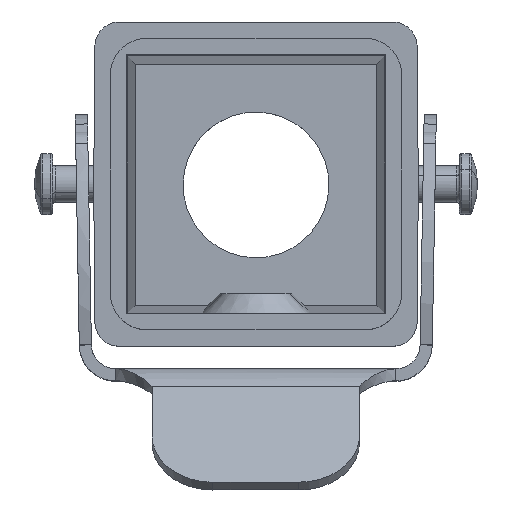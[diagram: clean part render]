
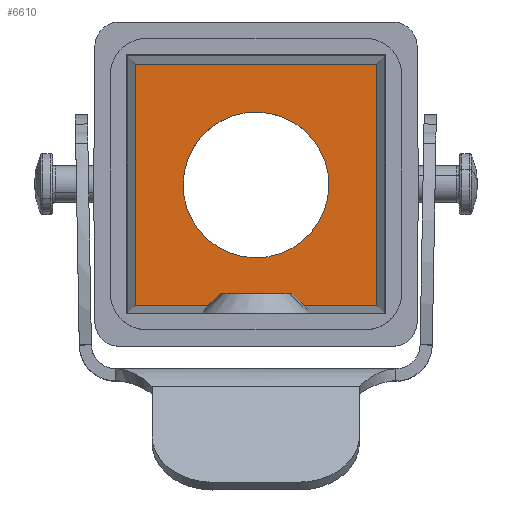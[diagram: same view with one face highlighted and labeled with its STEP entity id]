
A CAD part, top view. The second image highlights one B-rep face of the part: STEP entity #6610.
In plain terms, the highlighted planar face has unit normal (0, 0, 1).
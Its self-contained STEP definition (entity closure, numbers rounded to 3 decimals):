
#2113=AXIS2_PLACEMENT_3D('Circle Axis2P3D',#2111,#2112,$) ;
#2148=AXIS2_PLACEMENT_3D('Circle Axis2P3D',#2146,#2147,$) ;
#6594=AXIS2_PLACEMENT_3D('Plane Axis2P3D',#6591,#6592,#6593) ;
#2111=CARTESIAN_POINT('Axis2P3D Location',(18.25,25.237,13.)) ;
#2115=CARTESIAN_POINT('Vertex',(21.127,19.971,13.)) ;
#2117=CARTESIAN_POINT('Vertex',(15.373,30.502,13.)) ;
#2146=CARTESIAN_POINT('Axis2P3D Location',(18.25,25.237,13.)) ;
#4695=CARTESIAN_POINT('Vertex',(15.234,16.237,13.)) ;
#4711=CARTESIAN_POINT('Vertex',(21.266,16.237,13.)) ;
#4714=CARTESIAN_POINT('Line Origine',(18.25,16.237,13.)) ;
#4808=CARTESIAN_POINT('Line Origine',(14.759,15.762,13.)) ;
#4812=CARTESIAN_POINT('Vertex',(14.284,15.288,13.)) ;
#4890=CARTESIAN_POINT('Vertex',(22.216,15.288,13.)) ;
#4893=CARTESIAN_POINT('Line Origine',(21.741,15.762,13.)) ;
#5087=CARTESIAN_POINT('Vertex',(28.199,15.288,13.)) ;
#5090=CARTESIAN_POINT('Line Origine',(18.25,15.288,13.)) ;
#5781=CARTESIAN_POINT('Vertex',(8.301,15.288,13.)) ;
#5784=CARTESIAN_POINT('Line Origine',(8.301,25.237,13.)) ;
#5788=CARTESIAN_POINT('Vertex',(8.301,35.186,13.)) ;
#5807=CARTESIAN_POINT('Line Origine',(18.25,35.186,13.)) ;
#5811=CARTESIAN_POINT('Vertex',(28.199,35.186,13.)) ;
#5830=CARTESIAN_POINT('Line Origine',(28.199,25.237,13.)) ;
#5914=CARTESIAN_POINT('Line Origine',(18.25,15.288,13.)) ;
#6591=CARTESIAN_POINT('Axis2P3D Location',(18.25,25.237,13.)) ;
#2112=DIRECTION('Axis2P3D Direction',(0.,0.,1.)) ;
#2147=DIRECTION('Axis2P3D Direction',(0.,0.,1.)) ;
#4715=DIRECTION('Vector Direction',(1.,0.,0.)) ;
#4809=DIRECTION('Vector Direction',(-0.707,-0.707,0.)) ;
#4894=DIRECTION('Vector Direction',(0.707,-0.707,0.)) ;
#5091=DIRECTION('Vector Direction',(1.,0.,0.)) ;
#5785=DIRECTION('Vector Direction',(0.,-1.,0.)) ;
#5808=DIRECTION('Vector Direction',(-1.,0.,0.)) ;
#5831=DIRECTION('Vector Direction',(0.,1.,0.)) ;
#5915=DIRECTION('Vector Direction',(1.,0.,0.)) ;
#6592=DIRECTION('Axis2P3D Direction',(0.,0.,-1.)) ;
#6593=DIRECTION('Axis2P3D XDirection',(0.,1.,0.)) ;
#4716=VECTOR('Line Direction',#4715,1.) ;
#4810=VECTOR('Line Direction',#4809,1.) ;
#4895=VECTOR('Line Direction',#4894,1.) ;
#5092=VECTOR('Line Direction',#5091,1.) ;
#5786=VECTOR('Line Direction',#5785,1.) ;
#5809=VECTOR('Line Direction',#5808,1.) ;
#5832=VECTOR('Line Direction',#5831,1.) ;
#5916=VECTOR('Line Direction',#5915,1.) ;
#6597=ORIENTED_EDGE('',*,*,#4814,.F.) ;
#6598=ORIENTED_EDGE('',*,*,#4718,.T.) ;
#6599=ORIENTED_EDGE('',*,*,#4897,.T.) ;
#6600=ORIENTED_EDGE('',*,*,#5094,.F.) ;
#6601=ORIENTED_EDGE('',*,*,#5834,.F.) ;
#6602=ORIENTED_EDGE('',*,*,#5813,.F.) ;
#6603=ORIENTED_EDGE('',*,*,#5790,.F.) ;
#6604=ORIENTED_EDGE('',*,*,#5918,.F.) ;
#6607=ORIENTED_EDGE('',*,*,#2119,.T.) ;
#6608=ORIENTED_EDGE('',*,*,#2150,.T.) ;
#6609=FACE_BOUND('',#6606,.T.) ;
#6610=ADVANCED_FACE('Hauptk\X2\00F6\X0\rper',(#6605,#6609),#6595,.F.) ;
#2114=CIRCLE('generated circle',#2113,6.) ;
#2149=CIRCLE('generated circle',#2148,6.) ;
#2119=EDGE_CURVE('',#2116,#2118,#2114,.F.) ;
#2150=EDGE_CURVE('',#2118,#2116,#2149,.F.) ;
#4718=EDGE_CURVE('',#4696,#4712,#4717,.T.) ;
#4814=EDGE_CURVE('',#4696,#4813,#4811,.T.) ;
#4897=EDGE_CURVE('',#4712,#4891,#4896,.T.) ;
#5094=EDGE_CURVE('',#5088,#4891,#5093,.F.) ;
#5790=EDGE_CURVE('',#5782,#5789,#5787,.F.) ;
#5813=EDGE_CURVE('',#5789,#5812,#5810,.F.) ;
#5834=EDGE_CURVE('',#5812,#5088,#5833,.F.) ;
#5918=EDGE_CURVE('',#4813,#5782,#5917,.F.) ;
#6596=EDGE_LOOP('',(#6597,#6598,#6599,#6600,#6601,#6602,#6603,#6604)) ;
#6606=EDGE_LOOP('',(#6607,#6608)) ;
#6605=FACE_OUTER_BOUND('',#6596,.T.) ;
#4717=LINE('Line',#4714,#4716) ;
#4811=LINE('Line',#4808,#4810) ;
#4896=LINE('Line',#4893,#4895) ;
#5093=LINE('Line',#5090,#5092) ;
#5787=LINE('Line',#5784,#5786) ;
#5810=LINE('Line',#5807,#5809) ;
#5833=LINE('Line',#5830,#5832) ;
#5917=LINE('Line',#5914,#5916) ;
#6595=PLANE('',#6594) ;
#2116=VERTEX_POINT('',#2115) ;
#2118=VERTEX_POINT('',#2117) ;
#4696=VERTEX_POINT('',#4695) ;
#4712=VERTEX_POINT('',#4711) ;
#4813=VERTEX_POINT('',#4812) ;
#4891=VERTEX_POINT('',#4890) ;
#5088=VERTEX_POINT('',#5087) ;
#5782=VERTEX_POINT('',#5781) ;
#5789=VERTEX_POINT('',#5788) ;
#5812=VERTEX_POINT('',#5811) ;
